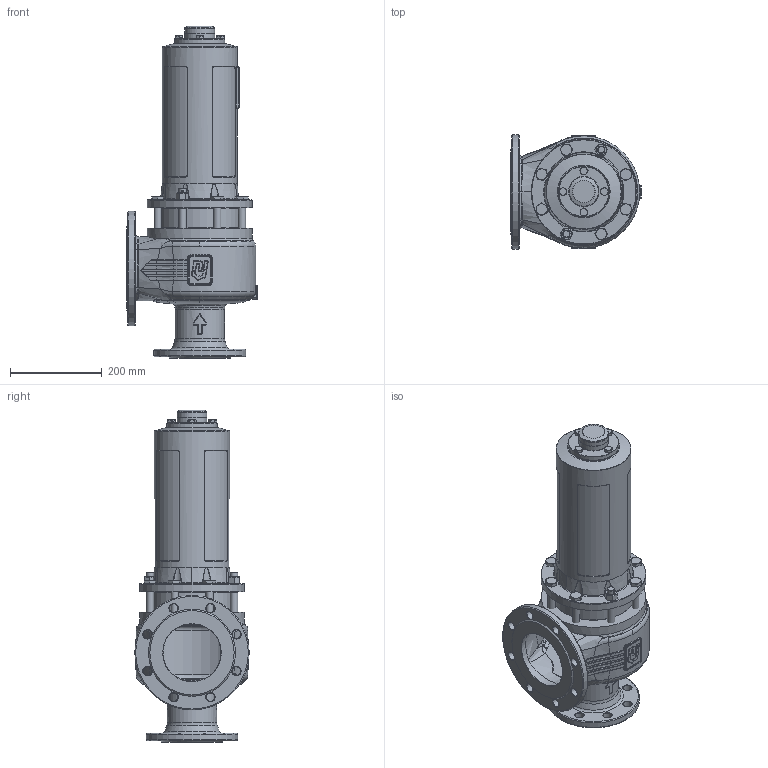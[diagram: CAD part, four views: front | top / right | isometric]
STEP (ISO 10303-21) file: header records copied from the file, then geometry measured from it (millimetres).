
FILE_DESCRIPTION(('HOOPS Exchange Step'),'2;1');
FILE_NAME('SF0602_DN80_80-125.stp','2025-06-27T13:23:10+02:00',('nieru'),('Unknown organisation'),'HOOPS Exchange 2024.2','HOOPS Exchange','Unknown authorisation');
FILE_SCHEMA( ('AP203_CONFIGURATION_CONTROLLED_3D_DESIGN_OF_MECHANICAL_PARTS_AND_ASSEMBLIES_MIM_LF') );
Length unit declared in the file: millimetre
Products named in the file (2): 0; root
Assembly tree (1 placements, depth 2):
  root
    0
Bounding box: 286 x 250 x 724.9 mm (x, y, z)
Volume: 12477000.1 mm3; surface area: 982137.1 mm2
Topology: 20 solids, 20 shells, 1359 faces, 3355 edges, 2015 vertices
Faces by surface type: bspline 479, cylinder 297, plane 281, torus 168, cone 133, sphere 1
Full cylindrical faces by diameter (mm): 2 x2, 3 x1, 13.835 x2, 14.63 x4, 16 x10, 19 x16, 62.8 x1, 65 x3, 81.501 x1, 82 x1, 100.536 x1, 108 x1, 110 x1, 150 x1, 164 x1, 175 x1, 178 x1, 200 x1, 229 x2, 250 x1
Entity records: 117944 total; most frequent: CARTESIAN_POINT 88914, ORIENTED_EDGE 6566, DIRECTION 4980, EDGE_CURVE 3283, AXIS2_PLACEMENT_3D 2064, VERTEX_POINT 2015, EDGE_LOOP 1456, FACE_BOUND 1456
